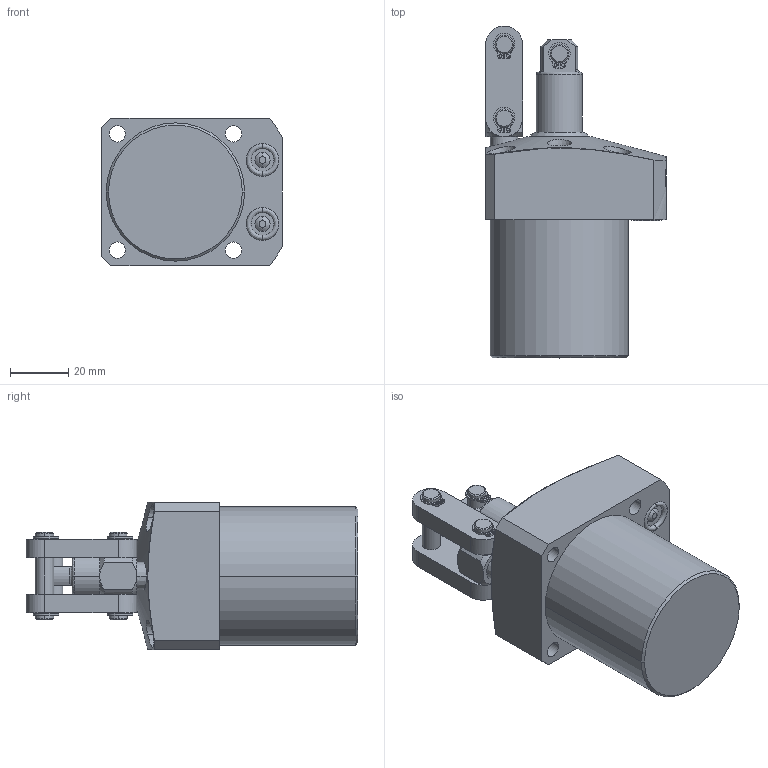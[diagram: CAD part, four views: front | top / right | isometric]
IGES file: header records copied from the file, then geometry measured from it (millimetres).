
Start section:  PTC IGES file: ilc16621100.igs
Global section: file name: ilc16621100.igs; native system: Pro/ENGINEER by Parametric Technology Corporation; preprocessor: 2004290; author: KR; organization: Unknown; date: 060817.105534; units: inch
Bounding box: 62.23 x 114.3 x 50.8 mm (x, y, z)
Surface area: 27491.6 mm2 (no closed solid volume)
Topology: 0 solids, 0 shells, 282 faces, 1454 edges, 1450 vertices
Faces by surface type: revolution 180, bspline 102
